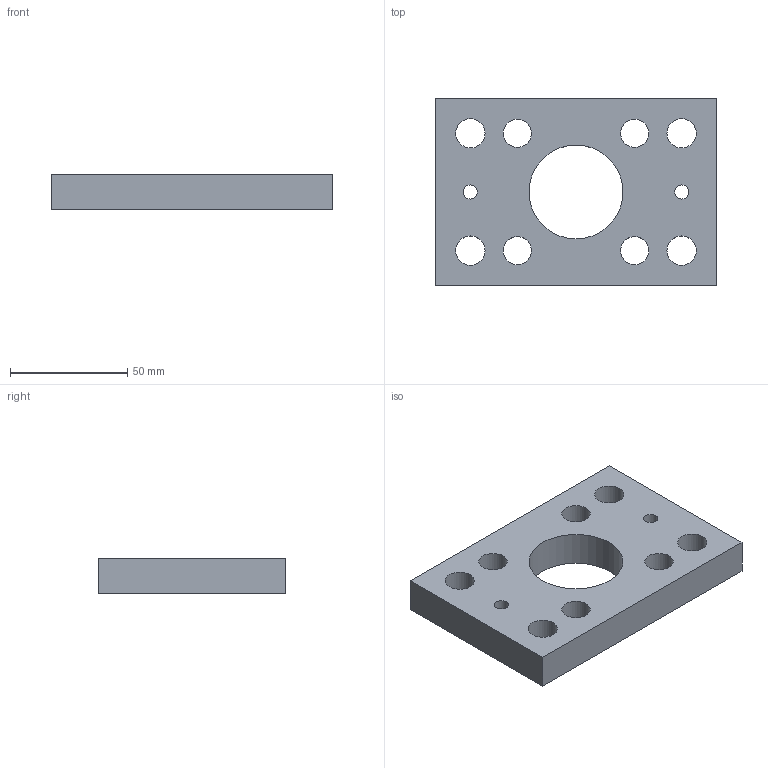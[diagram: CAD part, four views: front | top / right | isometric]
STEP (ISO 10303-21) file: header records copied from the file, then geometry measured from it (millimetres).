
FILE_DESCRIPTION(/* description */ (''),/* implementation_level */ '2;1');
FILE_NAME(/* name */ 'PL2-PLATE.step',/* time_stamp */ '2020-01-29T10:40:25+00:00',/* author */ (''),/* organization */ (''),/* preprocessor_version */ 'ST-DEVELOPER v18',/* originating_system */ 'Autodesk Translation Framework v8.6.0.1094',/* authorisation */ '');
FILE_SCHEMA (('AUTOMOTIVE_DESIGN { 1 0 10303 214 3 1 1 }'));
Length unit declared in the file: millimetre
Products named in the file (1): PL2-PLATE v2018
Bounding box: 120 x 80 x 15 mm (x, y, z)
Volume: 110153.3 mm3; surface area: 27755.7 mm2
Topology: 1 solids, 1 shells, 17 faces, 65 edges, 50 vertices
Faces by surface type: cylinder 11, plane 6
Full cylindrical faces by diameter (mm): 6 x2, 12 x4, 12.5 x4, 40 x1
Entity records: 818 total; most frequent: DIRECTION 143, CARTESIAN_POINT 133, ORIENTED_EDGE 130, EDGE_CURVE 65, AXIS2_PLACEMENT_3D 60, VERTEX_POINT 50, CIRCLE 42, EDGE_LOOP 39
